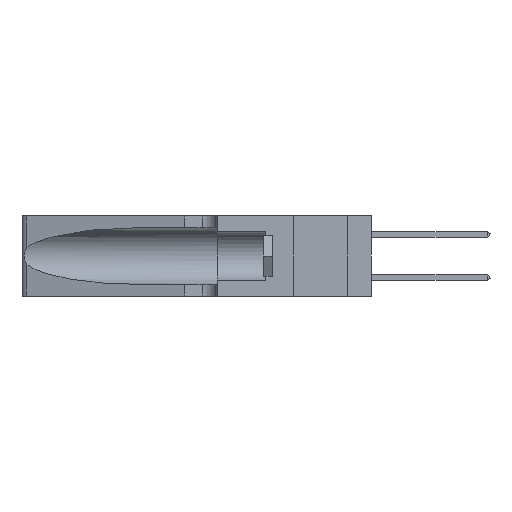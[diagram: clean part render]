
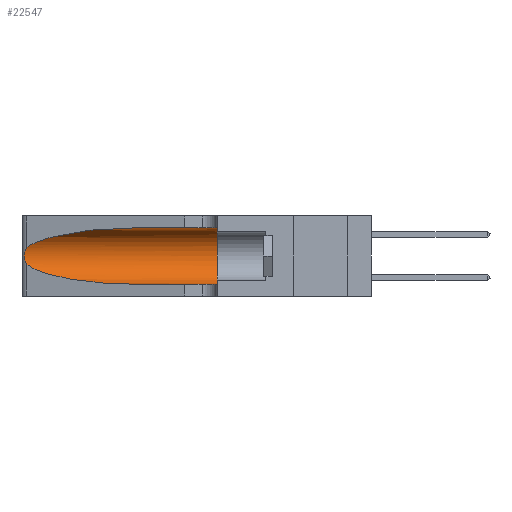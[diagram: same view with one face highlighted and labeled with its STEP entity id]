
A CAD part, left-side view. The second image highlights one B-rep face of the part: STEP entity #22547.
In plain terms, the highlighted cylindrical face has radius 3.308 mm (diameter 6.617 mm), a partial arc.
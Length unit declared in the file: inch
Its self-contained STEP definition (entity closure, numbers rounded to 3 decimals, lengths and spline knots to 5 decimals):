
#118 = DIRECTION ( 'NONE',  ( 0., 1., 0. ) ) ;
#378 = CARTESIAN_POINT ( 'NONE',  ( 0.25787, 1.23484, 0.2124 ) ) ;
#825 = ORIENTED_EDGE ( 'NONE', *, *, #13970, .T. ) ;
#1181 = DIRECTION ( 'NONE',  ( 0., -1., 0. ) ) ;
#2606 = CARTESIAN_POINT ( 'NONE',  ( 0.1305, 0.72297, 0.31525 ) ) ;
#2988 = ORIENTED_EDGE ( 'NONE', *, *, #7303, .F. ) ;
#3169 = CARTESIAN_POINT ( 'NONE',  ( 0.26018, 1.23835, 0.19895 ) ) ;
#4178 = EDGE_LOOP ( 'NONE', ( #12188, #16533, #25476, #825, #28863, #2988 ) ) ;
#5362 = CARTESIAN_POINT ( 'NONE',  ( 0.18966, 0.96281, 0.31525 ) ) ;
#5507 = B_SPLINE_CURVE_WITH_KNOTS ( 'NONE', 3,
 ( #29839, #32461, #16672, #378, #19371, #3169, #22017, #5922, #24682, #8626, #27317, #11361, #29953, #14092 ),
 .UNSPECIFIED., .F., .F.,
 ( 4, 2, 2, 2, 2, 2, 4 ),
 ( 0., 0.00027, 0.00053, 0.00107, 0.0016, 0.00187, 0.00214 ),
 .UNSPECIFIED. ) ;
#5657 = VECTOR ( 'NONE', #29506, 39.37008 ) ;
#5746 = CARTESIAN_POINT ( 'NONE',  ( 0.1305, 0.35, 0.05475 ) ) ;
#5922 = CARTESIAN_POINT ( 'NONE',  ( 0.26075, 1.23896, 0.178 ) ) ;
#7222 = DIRECTION ( 'NONE',  ( 0., -1., 0. ) ) ;
#7273 = VERTEX_POINT ( 'NONE', #12546 ) ;
#7297 = AXIS2_PLACEMENT_3D ( 'NONE', #16429, #118, #19112 ) ;
#7303 = EDGE_CURVE ( 'NONE', #12424, #24003, #29541, .T. ) ;
#7431 = VECTOR ( 'NONE', #7222, 39.37008 ) ;
#8081 = CARTESIAN_POINT ( 'NONE',  ( 0.25487, 1.22718, 0.22369 ) ) ;
#8626 = CARTESIAN_POINT ( 'NONE',  ( 0.25856, 1.23593, 0.16098 ) ) ;
#11361 = CARTESIAN_POINT ( 'NONE',  ( 0.25639, 1.23186, 0.15144 ) ) ;
#11772 = EDGE_CURVE ( 'NONE', #7273, #26569, #11781, .T. ) ;
#11781 =( BOUNDED_CURVE ( )  B_SPLINE_CURVE ( 3, ( #15280, #31110, #33740, #17976 ),
 .UNSPECIFIED., .F., .F. ) 
 B_SPLINE_CURVE_WITH_KNOTS ( ( 4, 4 ),
 ( 3.44316, 4.71239 ),
 .UNSPECIFIED. ) 
 CURVE ( )  GEOMETRIC_REPRESENTATION_ITEM ( )  RATIONAL_B_SPLINE_CURVE ( ( 1., 0.87, 0.87, 1. ) ) 
 REPRESENTATION_ITEM ( '' )  );
#12090 = EDGE_CURVE ( 'NONE', #14054, #7273, #5507, .T. ) ;
#12188 = ORIENTED_EDGE ( 'NONE', *, *, #21103, .T. ) ;
#12424 = VERTEX_POINT ( 'NONE', #20706 ) ;
#12546 = CARTESIAN_POINT ( 'NONE',  ( 0.25487, 1.22718, 0.14631 ) ) ;
#12887 = CARTESIAN_POINT ( 'NONE',  ( 0.1305, 0.35, 0.31525 ) ) ;
#13970 = EDGE_CURVE ( 'NONE', #26569, #14865, #27002, .T. ) ;
#14054 = VERTEX_POINT ( 'NONE', #27215 ) ;
#14092 = CARTESIAN_POINT ( 'NONE',  ( 0.25487, 1.22718, 0.14631 ) ) ;
#14740 = CARTESIAN_POINT ( 'NONE',  ( 0.1305, 1.61858, 0.185 ) ) ;
#14865 = VERTEX_POINT ( 'NONE', #5746 ) ;
#15280 = CARTESIAN_POINT ( 'NONE',  ( 0.25487, 1.22718, 0.14631 ) ) ;
#15918 = AXIS2_PLACEMENT_3D ( 'NONE', #14740, #1181, #20126 ) ;
#16221 = EDGE_CURVE ( 'NONE', #24003, #14865, #19480, .T. ) ;
#16429 = CARTESIAN_POINT ( 'NONE',  ( 0.1305, 0.35, 0.185 ) ) ;
#16533 = ORIENTED_EDGE ( 'NONE', *, *, #12090, .T. ) ;
#16672 = CARTESIAN_POINT ( 'NONE',  ( 0.25639, 1.23184, 0.21858 ) ) ;
#17976 = CARTESIAN_POINT ( 'NONE',  ( 0.1305, 0.72297, 0.05475 ) ) ;
#19112 = DIRECTION ( 'NONE',  ( 0., 0., 1. ) ) ;
#19371 = CARTESIAN_POINT ( 'NONE',  ( 0.25854, 1.2359, 0.20912 ) ) ;
#19480 = CIRCLE ( 'NONE', #7297, 0.13025 ) ;
#20126 = DIRECTION ( 'NONE',  ( 0., 0., -1. ) ) ;
#20706 = CARTESIAN_POINT ( 'NONE',  ( 0.1305, 0.72297, 0.31525 ) ) ;
#20749 = CYLINDRICAL_SURFACE ( 'NONE', #15918, 0.13025 ) ;
#21103 = EDGE_CURVE ( 'NONE', #12424, #14054, #27793, .T. ) ;
#21583 = FACE_OUTER_BOUND ( 'NONE', #4178, .T. ) ;
#22017 = CARTESIAN_POINT ( 'NONE',  ( 0.26075, 1.23896, 0.19203 ) ) ;
#22547 = ADVANCED_FACE ( 'NONE', ( #21583 ), #20749, .F. ) ;
#24003 = VERTEX_POINT ( 'NONE', #12887 ) ;
#24139 = CARTESIAN_POINT ( 'NONE',  ( 0.2373, 1.15595, 0.28018 ) ) ;
#24682 = CARTESIAN_POINT ( 'NONE',  ( 0.26017, 1.23833, 0.17102 ) ) ;
#25476 = ORIENTED_EDGE ( 'NONE', *, *, #11772, .T. ) ;
#26569 = VERTEX_POINT ( 'NONE', #33824 ) ;
#26862 = CARTESIAN_POINT ( 'NONE',  ( 0.1305, 1.61858, 0.05475 ) ) ;
#27002 = LINE ( 'NONE', #26862, #5657 ) ;
#27215 = CARTESIAN_POINT ( 'NONE',  ( 0.25487, 1.22718, 0.22369 ) ) ;
#27317 = CARTESIAN_POINT ( 'NONE',  ( 0.25789, 1.23486, 0.15765 ) ) ;
#27793 =( BOUNDED_CURVE ( )  B_SPLINE_CURVE ( 3, ( #2606, #5362, #24139, #8081 ),
 .UNSPECIFIED., .F., .T. ) 
 B_SPLINE_CURVE_WITH_KNOTS ( ( 4, 4 ),
 ( 1.5708, 2.84003 ),
 .UNSPECIFIED. ) 
 CURVE ( )  GEOMETRIC_REPRESENTATION_ITEM ( )  RATIONAL_B_SPLINE_CURVE ( ( 1., 0.87, 0.87, 1. ) ) 
 REPRESENTATION_ITEM ( '' )  );
#28565 = CARTESIAN_POINT ( 'NONE',  ( 0.1305, 1.61858, 0.31525 ) ) ;
#28863 = ORIENTED_EDGE ( 'NONE', *, *, #16221, .F. ) ;
#29506 = DIRECTION ( 'NONE',  ( 0., -1., 0. ) ) ;
#29541 = LINE ( 'NONE', #28565, #7431 ) ;
#29839 = CARTESIAN_POINT ( 'NONE',  ( 0.25487, 1.22718, 0.22369 ) ) ;
#29953 = CARTESIAN_POINT ( 'NONE',  ( 0.25555, 1.22993, 0.14849 ) ) ;
#31110 = CARTESIAN_POINT ( 'NONE',  ( 0.2373, 1.15595, 0.08982 ) ) ;
#32461 = CARTESIAN_POINT ( 'NONE',  ( 0.25555, 1.22994, 0.2215 ) ) ;
#33740 = CARTESIAN_POINT ( 'NONE',  ( 0.18966, 0.96281, 0.05475 ) ) ;
#33824 = CARTESIAN_POINT ( 'NONE',  ( 0.1305, 0.72297, 0.05475 ) ) ;
